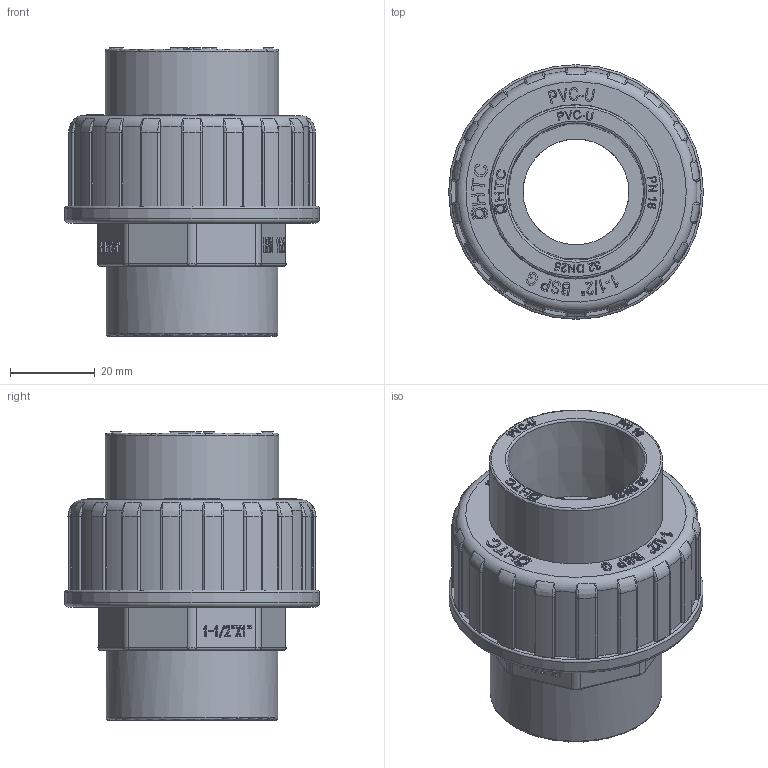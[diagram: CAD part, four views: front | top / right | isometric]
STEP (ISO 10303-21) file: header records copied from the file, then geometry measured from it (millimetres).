
FILE_DESCRIPTION(/* description */ (''),/* implementation_level */ '2;1');
FILE_NAME(/* name */ '32V型活接(内螺).stp',/* time_stamp */ '2024-07-09T10:10:26+08:00',/* author */ (''),/* organization */ (''),/* preprocessor_version */ 'ST-DEVELOPER v16',/* originating_system */ 'SIEMENS PLM Software NX 10.0',/* authorisation */ '');
FILE_SCHEMA (('AUTOMOTIVE_DESIGN { 1 0 10303 214 3 1 1 1 }'));
Length unit declared in the file: millimetre
Products named in the file (1): gelv166C8908by0z
Bounding box: 60 x 60 x 67.9 mm (x, y, z)
Volume: 49049.2 mm3; surface area: 37467.3 mm2
Topology: 3 solids, 4 shells, 1884 faces, 5289 edges, 3504 vertices
Faces by surface type: plane 1553, cylinder 145, extrusion 102, bspline 45, torus 38, cone 1
Full cylindrical faces by diameter (mm): 1.635 x1, 1.962 x1, 2.18 x1, 2.407 x1, 2.616 x1, 3.37 x1, 24.9 x1, 25 x1, 31 x2, 33.249 x8, 36 x1, 38 x2, 40.5 x1, 40.9 x1, 41.1 x1, 44 x1, 44.845 x6, 47.803 x7, 60 x1
Entity records: 68300 total; most frequent: CARTESIAN_POINT 21450, ORIENTED_EDGE 10354, DIRECTION 8430, EDGE_CURVE 5177, VECTOR 4398, LINE 4296, VERTEX_POINT 3448, AXIS2_PLACEMENT_3D 2016
